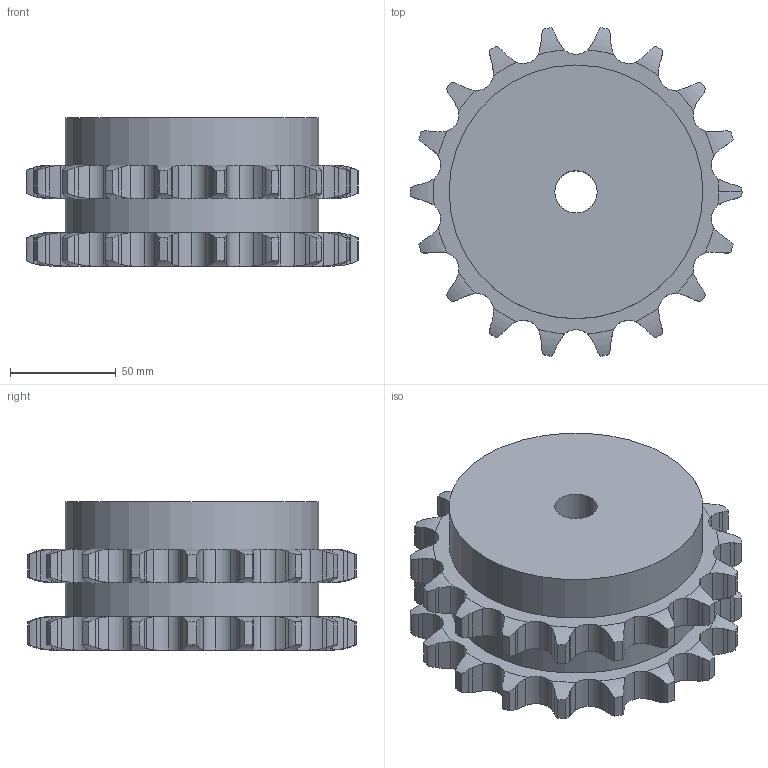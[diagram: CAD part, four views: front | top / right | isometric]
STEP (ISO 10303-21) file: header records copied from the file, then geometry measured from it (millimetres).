
FILE_DESCRIPTION(('FreeCAD Model'),'2;1');
FILE_NAME('Open CASCADE Shape Model','2021-08-15T10:02:31',('FreeCAD'),( 'FreeCAD'),'Open CASCADE STEP processor 7.4','FreeCAD','Unknown');
FILE_SCHEMA(('AUTOMOTIVE_DESIGN { 1 0 10303 214 1 1 1 1 }'));
Length unit declared in the file: millimetre
Products named in the file (1): Open CASCADE STEP translator 7.4 49
Bounding box: 157 x 155.25 x 70 mm (x, y, z)
Volume: 900203.9 mm3; surface area: 78812.7 mm2
Topology: 1 solids, 1 shells, 411 faces, 1212 edges, 807 vertices
Faces by surface type: cylinder 257, plane 78, torus 76
Full cylindrical faces by diameter (mm): 20 x1, 120 x2
Entity records: 37096 total; most frequent: CARTESIAN_POINT 16429, DIRECTION 2872, ORIENTED_EDGE 2424, PCURVE 2424, DEFINITIONAL_REPRESENTATION 2424, B_SPLINE_CURVE_WITH_KNOTS 1728, LINE 1373, VECTOR 1373
